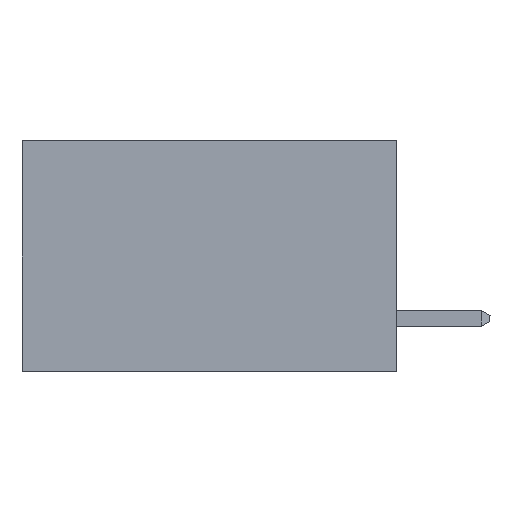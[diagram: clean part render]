
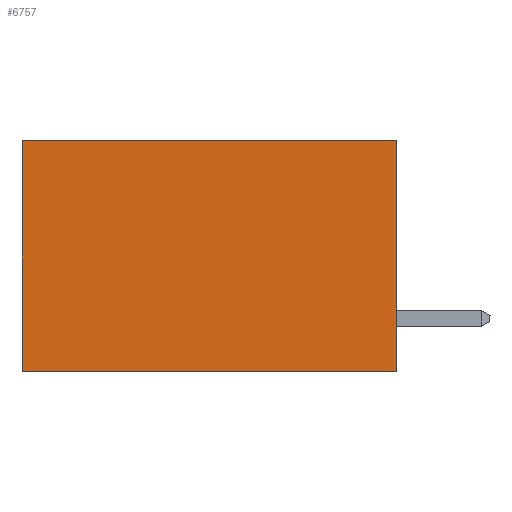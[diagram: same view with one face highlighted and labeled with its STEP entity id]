
A CAD part, left-side view. The second image highlights one B-rep face of the part: STEP entity #6757.
In plain terms, the highlighted planar face has unit normal (-1, 0, 0).
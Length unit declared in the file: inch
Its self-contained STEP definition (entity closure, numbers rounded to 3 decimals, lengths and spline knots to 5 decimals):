
#67 = EDGE_CURVE ( 'NONE', #13261, #13408, #5781, .T. ) ;
#467 = CARTESIAN_POINT ( 'NONE',  ( 0.2615, 0., 0. ) ) ;
#1172 = DIRECTION ( 'NONE',  ( 0., 1., 0. ) ) ;
#1227 = LINE ( 'NONE', #13463, #10037 ) ;
#2236 = EDGE_CURVE ( 'NONE', #13408, #9934, #3607, .T. ) ;
#3326 = CARTESIAN_POINT ( 'NONE',  ( 0.2615, 0., -0.37 ) ) ;
#3607 = LINE ( 'NONE', #8288, #6783 ) ;
#4066 = EDGE_LOOP ( 'NONE', ( #13249, #12768, #11937, #7724 ) ) ;
#4121 = DIRECTION ( 'NONE',  ( 0., 1., 0. ) ) ;
#4570 = DIRECTION ( 'NONE',  ( 0., 0., -1. ) ) ;
#5781 = LINE ( 'NONE', #8754, #11604 ) ;
#6757 = ADVANCED_FACE ( 'NONE', ( #13837 ), #14935, .F. ) ;
#6783 = VECTOR ( 'NONE', #8293, 39.37008 ) ;
#6860 = CARTESIAN_POINT ( 'NONE',  ( 0.2615, 0.6, 0. ) ) ;
#7196 = EDGE_CURVE ( 'NONE', #12872, #9934, #1227, .T. ) ;
#7420 = LINE ( 'NONE', #14404, #10174 ) ;
#7724 = ORIENTED_EDGE ( 'NONE', *, *, #67, .T. ) ;
#8288 = CARTESIAN_POINT ( 'NONE',  ( 0.2615, 0.6, -0.37 ) ) ;
#8293 = DIRECTION ( 'NONE',  ( 0., 0., -1. ) ) ;
#8663 = DIRECTION ( 'NONE',  ( 0., 0., -1. ) ) ;
#8754 = CARTESIAN_POINT ( 'NONE',  ( 0.2615, 0., 0. ) ) ;
#9934 = VERTEX_POINT ( 'NONE', #12922 ) ;
#10037 = VECTOR ( 'NONE', #4121, 39.37008 ) ;
#10174 = VECTOR ( 'NONE', #8663, 39.37008 ) ;
#10598 = CARTESIAN_POINT ( 'NONE',  ( 0.2615, 0., -0.37 ) ) ;
#11566 = DIRECTION ( 'NONE',  ( 1., 0., 0. ) ) ;
#11604 = VECTOR ( 'NONE', #1172, 39.37008 ) ;
#11937 = ORIENTED_EDGE ( 'NONE', *, *, #12470, .F. ) ;
#12470 = EDGE_CURVE ( 'NONE', #13261, #12872, #7420, .T. ) ;
#12768 = ORIENTED_EDGE ( 'NONE', *, *, #7196, .F. ) ;
#12872 = VERTEX_POINT ( 'NONE', #10598 ) ;
#12922 = CARTESIAN_POINT ( 'NONE',  ( 0.2615, 0.6, -0.37 ) ) ;
#13249 = ORIENTED_EDGE ( 'NONE', *, *, #2236, .T. ) ;
#13261 = VERTEX_POINT ( 'NONE', #467 ) ;
#13317 = AXIS2_PLACEMENT_3D ( 'NONE', #3326, #11566, #4570 ) ;
#13408 = VERTEX_POINT ( 'NONE', #6860 ) ;
#13463 = CARTESIAN_POINT ( 'NONE',  ( 0.2615, 0., -0.37 ) ) ;
#13837 = FACE_OUTER_BOUND ( 'NONE', #4066, .T. ) ;
#14404 = CARTESIAN_POINT ( 'NONE',  ( 0.2615, 0., -0.37 ) ) ;
#14935 = PLANE ( 'NONE',  #13317 ) ;
